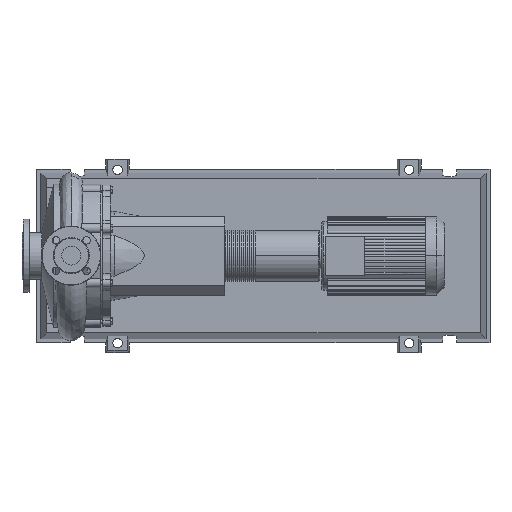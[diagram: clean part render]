
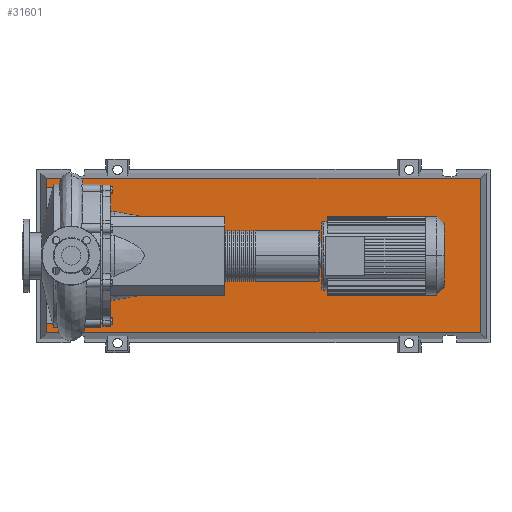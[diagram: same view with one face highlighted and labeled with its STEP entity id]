
A CAD part, top view. The second image highlights one B-rep face of the part: STEP entity #31601.
In plain terms, the highlighted planar face has unit normal (0, 0, 1).
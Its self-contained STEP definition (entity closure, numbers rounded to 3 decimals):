
#31282=CARTESIAN_POINT('',(1037.971,-195.471,103.0));
#31283=VERTEX_POINT('',#31282);
#31290=CARTESIAN_POINT('',(-62.971,-195.471,103.0));
#31291=VERTEX_POINT('',#31290);
#31292=CARTESIAN_POINT('',(1037.971,-195.471,103.0));
#31293=DIRECTION('',(-1.0,0.0,0.0));
#31294=VECTOR('',#31293,1100.941);
#31295=LINE('',#31292,#31294);
#31296=EDGE_CURVE('',#31283,#31291,#31295,.T.);
#31514=CARTESIAN_POINT('',(1037.971,195.471,103.0));
#31515=VERTEX_POINT('',#31514);
#31516=CARTESIAN_POINT('',(1037.971,195.471,103.0));
#31517=DIRECTION('',(0.0,-1.0,0.0));
#31518=VECTOR('',#31517,390.941);
#31519=LINE('',#31516,#31518);
#31520=EDGE_CURVE('',#31515,#31283,#31519,.T.);
#31538=CARTESIAN_POINT('',(-62.971,195.471,103.0));
#31539=VERTEX_POINT('',#31538);
#31540=CARTESIAN_POINT('',(-62.971,-195.471,103.0));
#31541=DIRECTION('',(0.0,1.0,0.0));
#31542=VECTOR('',#31541,390.941);
#31543=LINE('',#31540,#31542);
#31544=EDGE_CURVE('',#31291,#31539,#31543,.T.);
#31577=CARTESIAN_POINT('',(-62.971,195.471,103.0));
#31578=DIRECTION('',(1.0,0.0,0.0));
#31579=VECTOR('',#31578,1100.941);
#31580=LINE('',#31577,#31579);
#31581=EDGE_CURVE('',#31539,#31515,#31580,.T.);
#31590=CARTESIAN_POINT('',(487.5,0.,103.0));
#31591=DIRECTION('',(0.0,0.0,1.0));
#31592=DIRECTION('',(1.0,0.0,0.0));
#31593=AXIS2_PLACEMENT_3D('',#31590,#31591,#31592);
#31594=PLANE('',#31593);
#31595=ORIENTED_EDGE('',*,*,#31520,.F.);
#31596=ORIENTED_EDGE('',*,*,#31581,.F.);
#31597=ORIENTED_EDGE('',*,*,#31544,.F.);
#31598=ORIENTED_EDGE('',*,*,#31296,.F.);
#31599=EDGE_LOOP('',(#31595,#31596,#31597,#31598));
#31600=FACE_OUTER_BOUND('',#31599,.T.);
#31601=ADVANCED_FACE('',(#31600),#31594,.T.);
